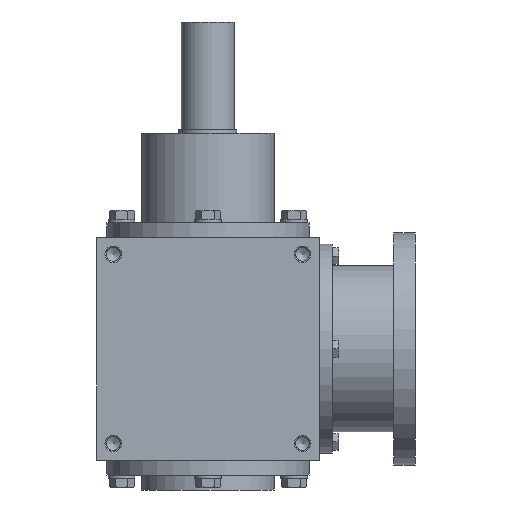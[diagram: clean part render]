
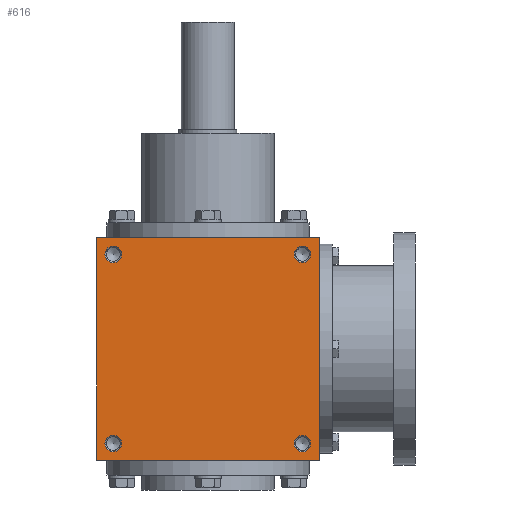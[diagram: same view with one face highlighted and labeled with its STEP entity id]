
A CAD part, front view. The second image highlights one B-rep face of the part: STEP entity #616.
In plain terms, the highlighted planar face has unit normal (0, -1, 0).
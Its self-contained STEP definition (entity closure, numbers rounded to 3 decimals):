
#616 = ADVANCED_FACE( '', ( #1269, #1270, #1271, #1272, #1273 ), #1274, .F. );
#1269 = FACE_BOUND( '', #1970, .T. );
#1270 = FACE_BOUND( '', #1971, .T. );
#1271 = FACE_BOUND( '', #1972, .T. );
#1272 = FACE_BOUND( '', #1973, .T. );
#1273 = FACE_OUTER_BOUND( '', #1974, .T. );
#1274 = PLANE( '', #1975 );
#1970 = EDGE_LOOP( '', ( #3076 ) );
#1971 = EDGE_LOOP( '', ( #3077 ) );
#1972 = EDGE_LOOP( '', ( #3078 ) );
#1973 = EDGE_LOOP( '', ( #3079 ) );
#1974 = EDGE_LOOP( '', ( #3080, #3081, #3082, #3083 ) );
#1975 = AXIS2_PLACEMENT_3D( '', #3084, #3085, #3086 );
#3076 = ORIENTED_EDGE( '', *, *, #3641, .T. );
#3077 = ORIENTED_EDGE( '', *, *, #3851, .T. );
#3078 = ORIENTED_EDGE( '', *, *, #3941, .F. );
#3079 = ORIENTED_EDGE( '', *, *, #3723, .F. );
#3080 = ORIENTED_EDGE( '', *, *, #3721, .T. );
#3081 = ORIENTED_EDGE( '', *, *, #3839, .F. );
#3082 = ORIENTED_EDGE( '', *, *, #3548, .F. );
#3083 = ORIENTED_EDGE( '', *, *, #3800, .T. );
#3084 = CARTESIAN_POINT( '', ( -67., -67., 67. ) );
#3085 = DIRECTION( '', ( 0., 1., 0. ) );
#3086 = DIRECTION( '', ( 0., 0., 1. ) );
#3548 = EDGE_CURVE( '', #4055, #4057, #4058, .T. );
#3641 = EDGE_CURVE( '', #4216, #4216, #4217, .T. );
#3721 = EDGE_CURVE( '', #4340, #4344, #4346, .T. );
#3723 = EDGE_CURVE( '', #4348, #4348, #4349, .T. );
#3800 = EDGE_CURVE( '', #4055, #4340, #4466, .T. );
#3839 = EDGE_CURVE( '', #4057, #4344, #4522, .T. );
#3851 = EDGE_CURVE( '', #4539, #4539, #4540, .T. );
#3941 = EDGE_CURVE( '', #4648, #4648, #4649, .T. );
#4055 = VERTEX_POINT( '', #4764 );
#4057 = VERTEX_POINT( '', #4767 );
#4058 = LINE( '', #4768, #4769 );
#4216 = VERTEX_POINT( '', #5040 );
#4217 = CIRCLE( '', #5041, 5. );
#4340 = VERTEX_POINT( '', #5197 );
#4344 = VERTEX_POINT( '', #5203 );
#4346 = LINE( '', #5206, #5207 );
#4348 = VERTEX_POINT( '', #5209 );
#4349 = CIRCLE( '', #5210, 5. );
#4466 = LINE( '', #5347, #5348 );
#4522 = LINE( '', #5408, #5409 );
#4539 = VERTEX_POINT( '', #5426 );
#4540 = CIRCLE( '', #5427, 5. );
#4648 = VERTEX_POINT( '', #5597 );
#4649 = CIRCLE( '', #5598, 5. );
#4764 = CARTESIAN_POINT( '', ( -67., -67., 67. ) );
#4767 = CARTESIAN_POINT( '', ( 67., -67., 67. ) );
#4768 = CARTESIAN_POINT( '', ( -67., -67., 67. ) );
#4769 = VECTOR( '', #5729, 1000. );
#5040 = CARTESIAN_POINT( '', ( -57., -67., -52. ) );
#5041 = AXIS2_PLACEMENT_3D( '', #5891, #5892, #5893 );
#5197 = CARTESIAN_POINT( '', ( -67., -67., -67. ) );
#5203 = CARTESIAN_POINT( '', ( 67., -67., -67. ) );
#5206 = CARTESIAN_POINT( '', ( -67., -67., -67. ) );
#5207 = VECTOR( '', #6028, 1000. );
#5209 = CARTESIAN_POINT( '', ( 57., -67., 52. ) );
#5210 = AXIS2_PLACEMENT_3D( '', #6029, #6030, #6031 );
#5347 = CARTESIAN_POINT( '', ( -67., -67., 67. ) );
#5348 = VECTOR( '', #6181, 1000. );
#5408 = CARTESIAN_POINT( '', ( 67., -67., 67. ) );
#5409 = VECTOR( '', #6252, 1000. );
#5426 = CARTESIAN_POINT( '', ( -57., -67., 62. ) );
#5427 = AXIS2_PLACEMENT_3D( '', #6271, #6272, #6273 );
#5597 = CARTESIAN_POINT( '', ( 57., -67., -62. ) );
#5598 = AXIS2_PLACEMENT_3D( '', #6353, #6354, #6355 );
#5729 = DIRECTION( '', ( 1., 0., 0. ) );
#5891 = CARTESIAN_POINT( '', ( -57., -67., -57. ) );
#5892 = DIRECTION( '', ( 0., 1., 0. ) );
#5893 = DIRECTION( '', ( 0., 0., 1. ) );
#6028 = DIRECTION( '', ( 1., 0., 0. ) );
#6029 = CARTESIAN_POINT( '', ( 57., -67., 57. ) );
#6030 = DIRECTION( '', ( 0., -1., 0. ) );
#6031 = DIRECTION( '', ( 0., 0., -1. ) );
#6181 = DIRECTION( '', ( 0., 0., -1. ) );
#6252 = DIRECTION( '', ( 0., 0., -1. ) );
#6271 = CARTESIAN_POINT( '', ( -57., -67., 57. ) );
#6272 = DIRECTION( '', ( 0., 1., 0. ) );
#6273 = DIRECTION( '', ( 0., 0., 1. ) );
#6353 = CARTESIAN_POINT( '', ( 57., -67., -57. ) );
#6354 = DIRECTION( '', ( 0., -1., 0. ) );
#6355 = DIRECTION( '', ( 0., 0., -1. ) );
